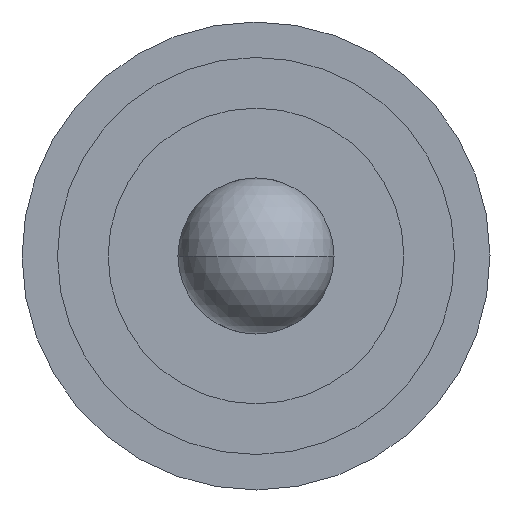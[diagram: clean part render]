
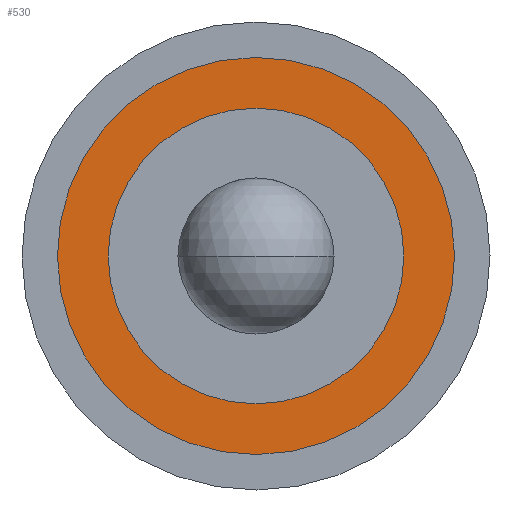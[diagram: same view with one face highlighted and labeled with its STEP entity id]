
A CAD part, left-side view. The second image highlights one B-rep face of the part: STEP entity #530.
In plain terms, the highlighted planar face has unit normal (-1, 0, 0).
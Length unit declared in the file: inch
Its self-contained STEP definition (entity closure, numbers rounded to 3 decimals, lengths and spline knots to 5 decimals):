
#8 = CARTESIAN_POINT ( 'NONE',  ( 0.125, 0., 0.02085 ) ) ;
#10 = CARTESIAN_POINT ( 'NONE',  ( 0.125, 0., 0. ) ) ;
#48 = VERTEX_POINT ( 'NONE', #8 ) ;
#49 = DIRECTION ( 'NONE',  ( 0., 0., -1. ) ) ;
#70 = DIRECTION ( 'NONE',  ( -1., 0., 0. ) ) ;
#88 = VERTEX_POINT ( 'NONE', #174 ) ;
#96 = AXIS2_PLACEMENT_3D ( 'NONE', #523, #235, #125 ) ;
#114 = AXIS2_PLACEMENT_3D ( 'NONE', #10, #70, #584 ) ;
#125 = DIRECTION ( 'NONE',  ( 0., 0., -1. ) ) ;
#164 = DIRECTION ( 'NONE',  ( -1., 0., 0. ) ) ;
#169 = EDGE_CURVE ( 'NONE', #678, #88, #292, .T. ) ;
#170 = EDGE_CURVE ( 'NONE', #48, #635, #650, .T. ) ;
#174 = CARTESIAN_POINT ( 'NONE',  ( 0.125, -0.00475, 0.02759 ) ) ;
#217 = CARTESIAN_POINT ( 'NONE',  ( 0.125, 0., 0. ) ) ;
#235 = DIRECTION ( 'NONE',  ( -1., 0., 0. ) ) ;
#267 = EDGE_LOOP ( 'NONE', ( #435, #630 ) ) ;
#270 = DIRECTION ( 'NONE',  ( -1., 0., 0. ) ) ;
#271 = CARTESIAN_POINT ( 'NONE',  ( 0.125, 0., 0. ) ) ;
#289 = FACE_OUTER_BOUND ( 'NONE', #321, .T. ) ;
#292 = CIRCLE ( 'NONE', #114, 0.028 ) ;
#299 = CIRCLE ( 'NONE', #639, 0.02085 ) ;
#310 = FACE_BOUND ( 'NONE', #267, .T. ) ;
#317 = AXIS2_PLACEMENT_3D ( 'NONE', #271, #270, #328 ) ;
#321 = EDGE_LOOP ( 'NONE', ( #519, #380 ) ) ;
#328 = DIRECTION ( 'NONE',  ( 0., -0.17, 0.986 ) ) ;
#380 = ORIENTED_EDGE ( 'NONE', *, *, #169, .T. ) ;
#407 = EDGE_CURVE ( 'NONE', #635, #48, #299, .T. ) ;
#429 = AXIS2_PLACEMENT_3D ( 'NONE', #217, #442, #708 ) ;
#435 = ORIENTED_EDGE ( 'NONE', *, *, #407, .F. ) ;
#442 = DIRECTION ( 'NONE',  ( 1., 0., 0. ) ) ;
#464 = CARTESIAN_POINT ( 'NONE',  ( 0.125, 0., -0.02085 ) ) ;
#505 = PLANE ( 'NONE',  #429 ) ;
#519 = ORIENTED_EDGE ( 'NONE', *, *, #525, .T. ) ;
#523 = CARTESIAN_POINT ( 'NONE',  ( 0.125, 0., 0. ) ) ;
#525 = EDGE_CURVE ( 'NONE', #88, #678, #626, .T. ) ;
#530 = ADVANCED_FACE ( 'NONE', ( #310, #289 ), #505, .F. ) ;
#560 = CARTESIAN_POINT ( 'NONE',  ( 0.125, 0., 0. ) ) ;
#584 = DIRECTION ( 'NONE',  ( 0., -0.17, 0.986 ) ) ;
#606 = CARTESIAN_POINT ( 'NONE',  ( 0.125, 0.00475, -0.02759 ) ) ;
#626 = CIRCLE ( 'NONE', #317, 0.028 ) ;
#630 = ORIENTED_EDGE ( 'NONE', *, *, #170, .F. ) ;
#635 = VERTEX_POINT ( 'NONE', #464 ) ;
#639 = AXIS2_PLACEMENT_3D ( 'NONE', #560, #164, #49 ) ;
#650 = CIRCLE ( 'NONE', #96, 0.02085 ) ;
#678 = VERTEX_POINT ( 'NONE', #606 ) ;
#708 = DIRECTION ( 'NONE',  ( 0., 0.17, -0.986 ) ) ;
